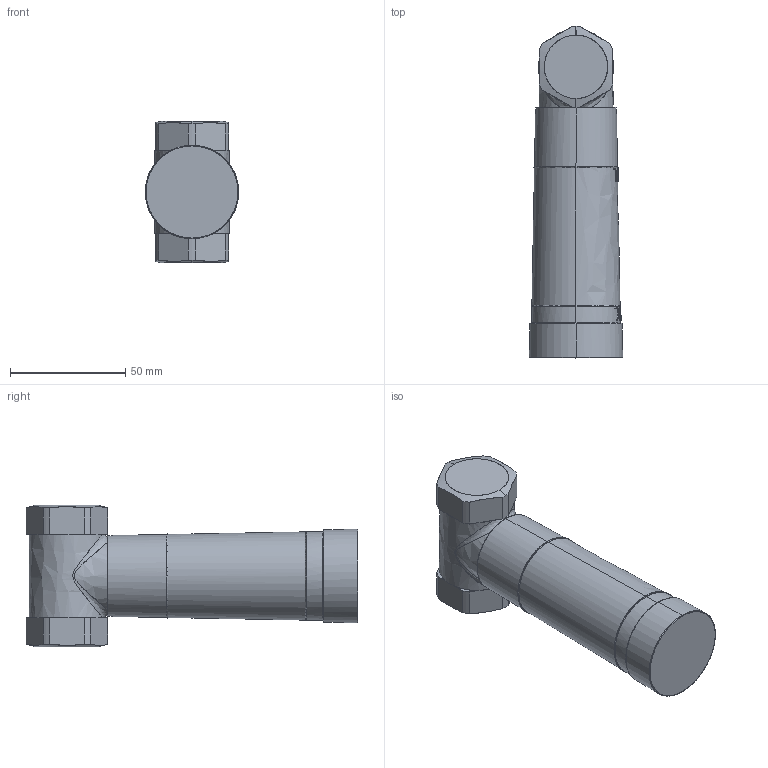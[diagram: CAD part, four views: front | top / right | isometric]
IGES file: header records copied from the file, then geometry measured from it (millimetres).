
Start section:  PTC IGES file: a41442_asm.igs
Global section: file name: 31H; native system: Rhinoceros ( May 19 2006 ); preprocessor: Trout Lake IGES 012 May 19 2006; date: 140819.120628; units: millimetre
Bounding box: 40.42 x 143.65 x 61.22 mm (x, y, z)
Surface area: 22421.6 mm2 (no closed solid volume)
Topology: 0 solids, 0 shells, 160 faces, 1490 edges, 1490 vertices
Faces by surface type: bspline 160
